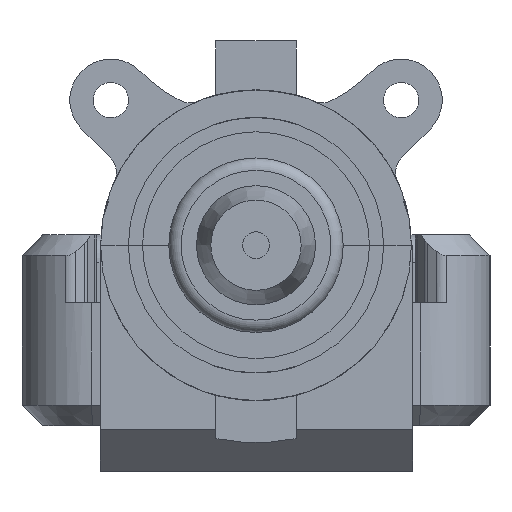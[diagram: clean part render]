
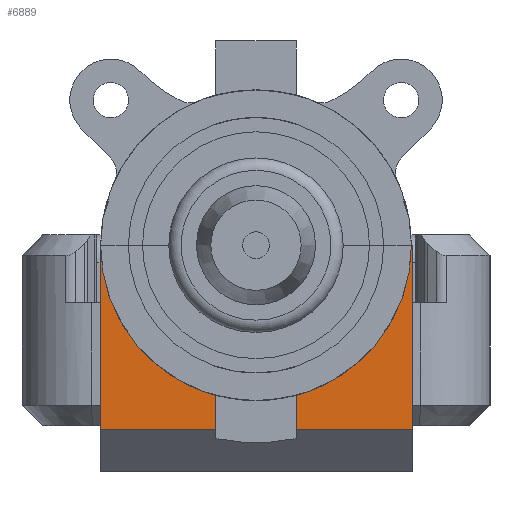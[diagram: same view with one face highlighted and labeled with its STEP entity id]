
A CAD part, front view. The second image highlights one B-rep face of the part: STEP entity #6889.
In plain terms, the highlighted planar face has unit normal (0, -1, 0).
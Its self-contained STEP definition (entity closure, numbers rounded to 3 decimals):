
#200=FACE_BOUND('',#1073,.T.);
#201=FACE_BOUND('',#1074,.T.);
#202=FACE_BOUND('',#1075,.T.);
#622=FACE_OUTER_BOUND('',#1072,.T.);
#1072=EDGE_LOOP('',(#5016,#5017,#5018,#5019,#5020,#5021));
#1073=EDGE_LOOP('',(#5022));
#1074=EDGE_LOOP('',(#5023));
#1075=EDGE_LOOP('',(#5024));
#1499=CIRCLE('',#7498,11.595);
#1500=CIRCLE('',#7499,1.2);
#1501=CIRCLE('',#7500,1.2);
#1502=CIRCLE('',#7501,1.2);
#1971=LINE('',#11724,#2467);
#1979=LINE('',#11742,#2475);
#1982=LINE('',#11747,#2478);
#1983=LINE('',#11749,#2479);
#1984=LINE('',#11752,#2480);
#2467=VECTOR('',#8637,10.);
#2475=VECTOR('',#8651,10.);
#2478=VECTOR('',#8656,10.);
#2479=VECTOR('',#8657,10.);
#2480=VECTOR('',#8660,10.);
#2990=VERTEX_POINT('',#11721);
#2991=VERTEX_POINT('',#11723);
#2998=VERTEX_POINT('',#11741);
#2999=VERTEX_POINT('',#11746);
#3000=VERTEX_POINT('',#11748);
#3001=VERTEX_POINT('',#11750);
#3002=VERTEX_POINT('',#11753);
#3003=VERTEX_POINT('',#11755);
#3004=VERTEX_POINT('',#11757);
#3725=EDGE_CURVE('',#2990,#2991,#1971,.T.);
#3734=EDGE_CURVE('',#2998,#2991,#1979,.T.);
#3737=EDGE_CURVE('',#2990,#2999,#1982,.T.);
#3738=EDGE_CURVE('',#2999,#3000,#1983,.T.);
#3739=EDGE_CURVE('',#3000,#3001,#1499,.T.);
#3740=EDGE_CURVE('',#3001,#2998,#1984,.T.);
#3741=EDGE_CURVE('',#3002,#3002,#1500,.T.);
#3742=EDGE_CURVE('',#3003,#3003,#1501,.T.);
#3743=EDGE_CURVE('',#3004,#3004,#1502,.T.);
#5016=ORIENTED_EDGE('',*,*,#3725,.F.);
#5017=ORIENTED_EDGE('',*,*,#3737,.T.);
#5018=ORIENTED_EDGE('',*,*,#3738,.T.);
#5019=ORIENTED_EDGE('',*,*,#3739,.T.);
#5020=ORIENTED_EDGE('',*,*,#3740,.T.);
#5021=ORIENTED_EDGE('',*,*,#3734,.T.);
#5022=ORIENTED_EDGE('',*,*,#3741,.T.);
#5023=ORIENTED_EDGE('',*,*,#3742,.T.);
#5024=ORIENTED_EDGE('',*,*,#3743,.T.);
#6682=PLANE('',#7497);
#6889=ADVANCED_FACE('',(#622,#200,#201,#202),#6682,.F.);
#7497=AXIS2_PLACEMENT_3D('',#11745,#8654,#8655);
#7498=AXIS2_PLACEMENT_3D('',#11751,#8658,#8659);
#7499=AXIS2_PLACEMENT_3D('',#11754,#8661,#8662);
#7500=AXIS2_PLACEMENT_3D('',#11756,#8663,#8664);
#7501=AXIS2_PLACEMENT_3D('',#11758,#8665,#8666);
#8637=DIRECTION('',(-1.,0.,0.));
#8651=DIRECTION('',(0.,0.,-1.));
#8654=DIRECTION('center_axis',(0.,1.,0.));
#8655=DIRECTION('ref_axis',(-1.,0.,0.));
#8656=DIRECTION('',(0.,0.,1.));
#8657=DIRECTION('',(-1.,0.,0.));
#8658=DIRECTION('center_axis',(0.,1.,0.));
#8659=DIRECTION('ref_axis',(1.,0.,0.));
#8660=DIRECTION('',(-1.,0.,0.));
#8661=DIRECTION('center_axis',(0.,1.,0.));
#8662=DIRECTION('ref_axis',(0.,0.,
1.));
#8663=DIRECTION('center_axis',(0.,1.,0.));
#8664=DIRECTION('ref_axis',(0.,0.,
1.));
#8665=DIRECTION('center_axis',(0.,1.,0.));
#8666=DIRECTION('ref_axis',(0.,0.,
1.));
#11721=CARTESIAN_POINT('',(18.346,-3.936,-22.496));
#11723=CARTESIAN_POINT('',(-19.754,-3.936,-22.496));
#11724=CARTESIAN_POINT('',(8.821,-3.936,-22.496));
#11741=CARTESIAN_POINT('',(-19.754,-3.936,0.004));
#11742=CARTESIAN_POINT('',(-19.754,-3.936,0.004));
#11745=CARTESIAN_POINT('Origin',(-0.704,-3.936,-13.746));
#11746=CARTESIAN_POINT('',(18.346,-3.936,0.004));
#11747=CARTESIAN_POINT('',(18.346,-3.936,-27.496));
#11748=CARTESIAN_POINT('',(10.891,-3.936,0.004));
#11749=CARTESIAN_POINT('',(18.346,-3.936,0.004));
#11750=CARTESIAN_POINT('',(-12.299,-3.936,0.004));
#11751=CARTESIAN_POINT('Origin',(-0.704,-3.936,0.004));
#11752=CARTESIAN_POINT('',(18.346,-3.936,0.004));
#11753=CARTESIAN_POINT('',(13.981,-3.936,-6.196));
#11754=CARTESIAN_POINT('Origin',(13.981,-3.936,-4.996));
#11755=CARTESIAN_POINT('',(-15.389,-3.936,-6.196));
#11756=CARTESIAN_POINT('Origin',(-15.389,-3.936,-4.996));
#11757=CARTESIAN_POINT('',(-0.704,-3.936,-16.519));
#11758=CARTESIAN_POINT('Origin',(-0.704,-3.936,-15.319));
